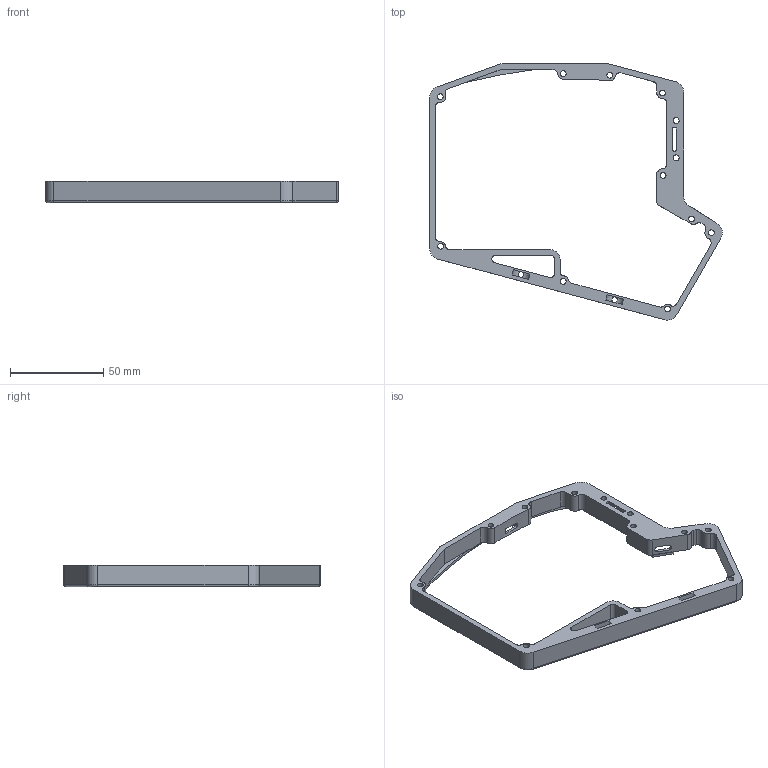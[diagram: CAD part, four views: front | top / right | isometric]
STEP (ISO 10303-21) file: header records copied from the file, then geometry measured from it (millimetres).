
FILE_DESCRIPTION(('HOOPS Exchange Step'),'2;1');
FILE_NAME('temp_export','2023-07-21T16:10:15+09:00',('kimsangyoun'),('Shapr3D Limited'),'HOOPS Exchange 2022.2','Shapr3D','Authorized');
FILE_SCHEMA( ('AUTOMOTIVE_DESIGN { 1 0 10303 214 1 1 1 1 }') );
Length unit declared in the file: millimetre
Products named in the file (1): root
Bounding box: 157.09 x 137.48 x 11.56 mm (x, y, z)
Volume: 27090.3 mm3; surface area: 19677.6 mm2
Topology: 1 solids, 1 shells, 207 faces, 620 edges, 409 vertices
Faces by surface type: cylinder 101, plane 73, bspline 18, torus 15
Full cylindrical faces by diameter (mm): 3 x2, 3.1 x10, 3.2 x2
Entity records: 9596 total; most frequent: CARTESIAN_POINT 3871, ORIENTED_EDGE 1236, DIRECTION 1169, EDGE_CURVE 618, AXIS2_PLACEMENT_3D 426, VERTEX_POINT 409, VECTOR 317, LINE 317
